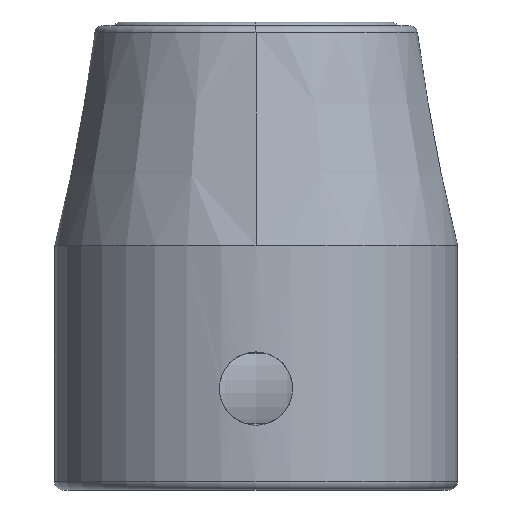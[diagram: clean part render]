
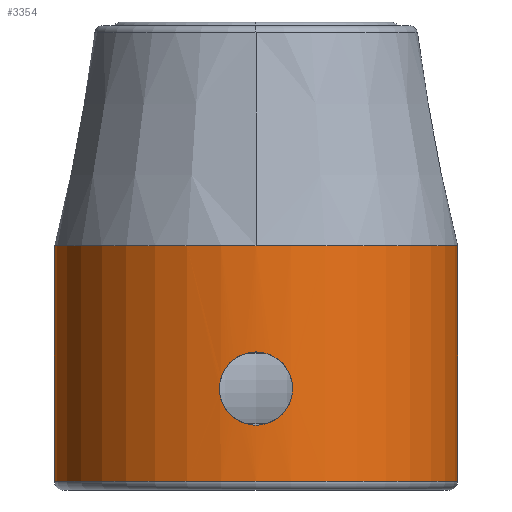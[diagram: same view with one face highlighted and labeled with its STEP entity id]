
A CAD part, front view. The second image highlights one B-rep face of the part: STEP entity #3354.
In plain terms, the highlighted cylindrical face has radius 16.5 mm (diameter 33 mm), a partial arc.
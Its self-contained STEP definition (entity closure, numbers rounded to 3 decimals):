
#2917=CARTESIAN_POINT('',(3.,-16.225,8.));
#2918=CARTESIAN_POINT('',(3.,-16.225,7.81));
#2919=CARTESIAN_POINT('',(2.966,-16.231,7.433));
#2920=CARTESIAN_POINT('',(2.79,-16.263,6.842));
#2921=CARTESIAN_POINT('',(2.508,-16.309,6.32));
#2922=CARTESIAN_POINT('',(2.137,-16.363,5.867));
#2923=CARTESIAN_POINT('',(1.687,-16.416,5.496));
#2924=CARTESIAN_POINT('',(1.165,-16.462,5.212));
#2925=CARTESIAN_POINT('',(0.563,-16.494,
5.033));
#2926=CARTESIAN_POINT('',(-0.012,-16.503,
4.982));
#2927=CARTESIAN_POINT('',(-0.6,-16.493,
5.039));
#2928=CARTESIAN_POINT('',(-1.197,-16.46,
5.226));
#2929=CARTESIAN_POINT('',(-1.713,-16.413,
5.515));
#2930=CARTESIAN_POINT('',(-2.153,-16.361,
5.885));
#2931=CARTESIAN_POINT('',(-2.518,-16.308,
6.336));
#2932=CARTESIAN_POINT('',(-2.794,-16.262,
6.854));
#2933=CARTESIAN_POINT('',(-2.967,-16.231,
7.44));
#2934=CARTESIAN_POINT('',(-3.,-16.225,7.813));
#2935=CARTESIAN_POINT('',(-3.,-16.225,8.));
#2940=CARTESIAN_POINT('',(-3.,-16.225,8.));
#2941=CARTESIAN_POINT('',(-3.,-16.225,8.185));
#2942=CARTESIAN_POINT('',(-2.968,-16.231,
8.553));
#2943=CARTESIAN_POINT('',(-2.8,-16.261,
9.132));
#2944=CARTESIAN_POINT('',(-2.53,-16.306,
9.646));
#2945=CARTESIAN_POINT('',(-2.172,-16.358,
10.094));
#2946=CARTESIAN_POINT('',(-1.749,-16.409,
10.459));
#2947=CARTESIAN_POINT('',(-1.231,-16.457,
10.76));
#2948=CARTESIAN_POINT('',(-0.611,-16.493,
10.961));
#2949=CARTESIAN_POINT('',(0.021,-16.504,
11.022));
#2950=CARTESIAN_POINT('',(0.656,-16.491,
10.951));
#2951=CARTESIAN_POINT('',(1.268,-16.454,10.742));
#2952=CARTESIAN_POINT('',(1.774,-16.406,10.441));
#2953=CARTESIAN_POINT('',(2.189,-16.356,10.077));
#2954=CARTESIAN_POINT('',(2.539,-16.304,9.631));
#2955=CARTESIAN_POINT('',(2.804,-16.26,9.12));
#2956=CARTESIAN_POINT('',(2.968,-16.231,8.547));
#2957=CARTESIAN_POINT('',(3.,-16.225,8.183));
#2958=CARTESIAN_POINT('',(3.,-16.225,8.));
#2963=CARTESIAN_POINT('',(0.,0.,0.4));
#2964=DIRECTION('',(0.,0.,-1.));
#2965=DIRECTION('',(1.,0.,0.));
#2966=AXIS2_PLACEMENT_3D('',#2963,#2964,#2965);
#2971=DIRECTION('',(0.,0.,1.));
#2972=VECTOR('',#2971,19.3);
#2973=CARTESIAN_POINT('',(-16.5,0.,0.4));
#2974=LINE('',#2973,#2972);
#2978=CARTESIAN_POINT('',(0.,0.,19.7));
#2979=DIRECTION('',(0.,0.,1.));
#2980=DIRECTION('',(-1.,0.,0.));
#2981=AXIS2_PLACEMENT_3D('',#2978,#2979,#2980);
#2986=CARTESIAN_POINT('',(0.,0.,19.7));
#2987=DIRECTION('',(0.,0.,1.));
#2988=DIRECTION('',(0.,-1.,0.));
#2989=AXIS2_PLACEMENT_3D('',#2986,#2987,#2988);
#3018=DIRECTION('',(0.,0.,1.));
#3019=VECTOR('',#3018,19.3);
#3020=CARTESIAN_POINT('',(16.5,0.,0.4));
#3021=LINE('',#3020,#3019);
#3143=CARTESIAN_POINT('',(3.,-16.225,8.));
#3144=VERTEX_POINT('',#3143);
#3145=CARTESIAN_POINT('',(-3.,-16.225,8.));
#3146=VERTEX_POINT('',#3145);
#3159=CARTESIAN_POINT('',(-16.5,0.,0.4));
#3160=CARTESIAN_POINT('',(16.5,0.,0.4));
#3161=VERTEX_POINT('',#3159);
#3162=VERTEX_POINT('',#3160);
#3167=CARTESIAN_POINT('',(16.5,0.,19.7));
#3169=VERTEX_POINT('',#3167);
#3171=CARTESIAN_POINT('',(-16.5,0.,19.7));
#3172=VERTEX_POINT('',#3171);
#3173=CARTESIAN_POINT('',(0.,-16.5,19.7));
#3174=VERTEX_POINT('',#3173);
#3333=CARTESIAN_POINT('',(0.,0.,-0.3));
#3334=DIRECTION('',(0.,0.,1.));
#3335=DIRECTION('',(1.,0.,0.));
#3336=AXIS2_PLACEMENT_3D('',#3333,#3334,#3335);
#3337=CYLINDRICAL_SURFACE('',#3336,16.5);
#3339=ORIENTED_EDGE('',*,*,#3338,.F.);
#3341=ORIENTED_EDGE('',*,*,#3340,.T.);
#3343=ORIENTED_EDGE('',*,*,#3342,.T.);
#3345=ORIENTED_EDGE('',*,*,#3344,.T.);
#3347=ORIENTED_EDGE('',*,*,#3346,.T.);
#3348=EDGE_LOOP('',(#3339,#3341,#3343,#3345,#3347));
#3349=FACE_OUTER_BOUND('',#3348,.F.);
#3350=ORIENTED_EDGE('',*,*,#3309,.F.);
#3351=ORIENTED_EDGE('',*,*,#3327,.F.);
#3352=EDGE_LOOP('',(#3350,#3351));
#3353=FACE_BOUND('',#3352,.F.);
#3354=ADVANCED_FACE('',(#3349,#3353),#3337,.T.);
#2936=B_SPLINE_CURVE_WITH_KNOTS('',3,(#2917,#2918,#2919,#2920,#2921,#2922,#2923,
#2924,#2925,#2926,#2927,#2928,#2929,#2930,#2931,#2932,#2933,#2934,#2935),
.UNSPECIFIED.,.F.,.F.,(4,1,1,1,1,1,1,1,1,1,1,1,1,1,1,1,4),(0.,0.063,0.125,
0.188,0.25,0.313,0.375,0.438,0.5,0.563,0.625,0.688,
0.75,0.813,0.875,0.938,1.),.UNSPECIFIED.);
#2959=B_SPLINE_CURVE_WITH_KNOTS('',3,(#2940,#2941,#2942,#2943,#2944,#2945,#2946,
#2947,#2948,#2949,#2950,#2951,#2952,#2953,#2954,#2955,#2956,#2957,#2958),
.UNSPECIFIED.,.F.,.F.,(4,1,1,1,1,1,1,1,1,1,1,1,1,1,1,1,4),(0.,0.063,0.125,
0.188,0.25,0.313,0.375,0.438,0.5,0.563,0.625,0.688,
0.75,0.813,0.875,0.938,1.),.UNSPECIFIED.);
#2967=CIRCLE('',#2966,16.5);
#2982=CIRCLE('',#2981,16.5);
#2990=CIRCLE('',#2989,16.5);
#3309=EDGE_CURVE('',#3144,#3146,#2936,.T.);
#3327=EDGE_CURVE('',#3146,#3144,#2959,.T.);
#3338=EDGE_CURVE('',#3162,#3169,#3021,.T.);
#3340=EDGE_CURVE('',#3162,#3161,#2967,.T.);
#3342=EDGE_CURVE('',#3161,#3172,#2974,.T.);
#3344=EDGE_CURVE('',#3172,#3174,#2982,.T.);
#3346=EDGE_CURVE('',#3174,#3169,#2990,.T.);
